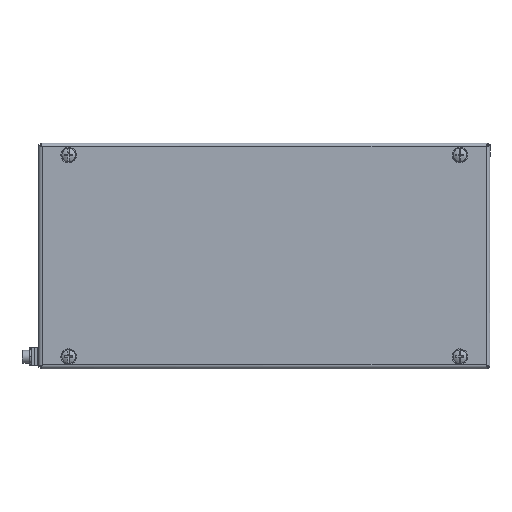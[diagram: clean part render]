
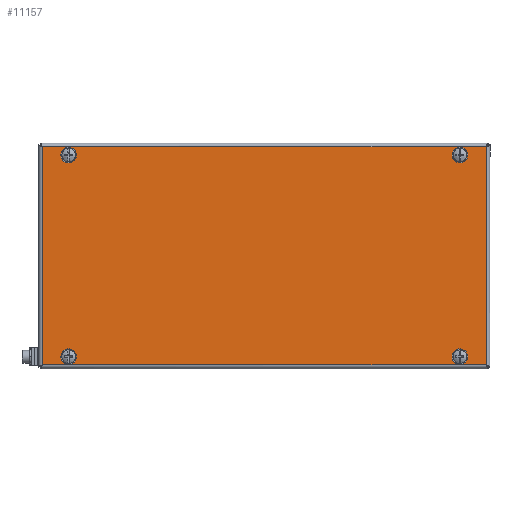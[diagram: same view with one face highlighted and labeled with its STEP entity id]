
A CAD part, top view. The second image highlights one B-rep face of the part: STEP entity #11157.
In plain terms, the highlighted face is planar.
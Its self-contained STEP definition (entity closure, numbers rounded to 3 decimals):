
#124 = DIRECTION ( 'NONE',  ( 0., 1., 0. ) ) ;
#175 = CARTESIAN_POINT ( 'NONE',  ( 147.5, 73.743, 0. ) ) ;
#571 = VERTEX_POINT ( 'NONE', #1253 ) ;
#742 = ORIENTED_EDGE ( 'NONE', *, *, #14248, .T. ) ;
#951 = DIRECTION ( 'NONE',  ( -1., 0., 0. ) ) ;
#1065 = ORIENTED_EDGE ( 'NONE', *, *, #12817, .F. ) ;
#1193 = VERTEX_POINT ( 'NONE', #10594 ) ;
#1196 = VECTOR ( 'NONE', #13590, 1000. ) ;
#1253 = CARTESIAN_POINT ( 'NONE',  ( 126., 67., 0. ) ) ;
#1269 = ORIENTED_EDGE ( 'NONE', *, *, #11304, .F. ) ;
#1709 = CARTESIAN_POINT ( 'NONE',  ( -130., 67., 0. ) ) ;
#1903 = ORIENTED_EDGE ( 'NONE', *, *, #18292, .T. ) ;
#1970 = ORIENTED_EDGE ( 'NONE', *, *, #15662, .F. ) ;
#2697 = VECTOR ( 'NONE', #5790, 1000. ) ;
#2802 = EDGE_LOOP ( 'NONE', ( #1903, #742, #7992, #6971 ) ) ;
#2898 = LINE ( 'NONE', #14655, #2697 ) ;
#3074 = DIRECTION ( 'NONE',  ( 1., 0., 0. ) ) ;
#3745 = PLANE ( 'NONE',  #10183 ) ;
#4218 = CIRCLE ( 'NONE', #14708, 4. ) ;
#4633 = VERTEX_POINT ( 'NONE', #5285 ) ;
#4720 = LINE ( 'NONE', #175, #5558 ) ;
#5023 = CARTESIAN_POINT ( 'NONE',  ( 147.5, -72.5, 0. ) ) ;
#5196 = DIRECTION ( 'NONE',  ( 0., 0., 1. ) ) ;
#5285 = CARTESIAN_POINT ( 'NONE',  ( 147.5, 72.5, 0. ) ) ;
#5558 = VECTOR ( 'NONE', #17548, 1000. ) ;
#5790 = DIRECTION ( 'NONE',  ( -1., 0., 0. ) ) ;
#6329 = CARTESIAN_POINT ( 'NONE',  ( -147.5, -73.743, 0. ) ) ;
#6478 = DIRECTION ( 'NONE',  ( 0., 0., -1. ) ) ;
#6596 = AXIS2_PLACEMENT_3D ( 'NONE', #14660, #14348, #13593 ) ;
#6971 = ORIENTED_EDGE ( 'NONE', *, *, #14679, .T. ) ;
#7186 = AXIS2_PLACEMENT_3D ( 'NONE', #15303, #6478, #16693 ) ;
#7485 = EDGE_CURVE ( 'NONE', #1193, #4633, #14188, .T. ) ;
#7488 = AXIS2_PLACEMENT_3D ( 'NONE', #1709, #11918, #3074 ) ;
#7929 = CIRCLE ( 'NONE', #6596, 4. ) ;
#7992 = ORIENTED_EDGE ( 'NONE', *, *, #7485, .T. ) ;
#9655 = DIRECTION ( 'NONE',  ( 0., 0., -1. ) ) ;
#9660 = VERTEX_POINT ( 'NONE', #15656 ) ;
#9846 = EDGE_CURVE ( 'NONE', #14456, #14456, #7929, .T. ) ;
#10183 = AXIS2_PLACEMENT_3D ( 'NONE', #11178, #5196, #15581 ) ;
#10594 = CARTESIAN_POINT ( 'NONE',  ( -147.5, 72.5, 0. ) ) ;
#10635 = CARTESIAN_POINT ( 'NONE',  ( -147.5, -72.5, 0. ) ) ;
#11157 = ADVANCED_FACE ( 'NONE', ( #15409, #16324, #16300, #15242, #15221 ), #3745, .F. ) ;
#11171 = LINE ( 'NONE', #6329, #13282 ) ;
#11178 = CARTESIAN_POINT ( 'NONE',  ( -150., 75., 0. ) ) ;
#11248 = CIRCLE ( 'NONE', #7186, 4. ) ;
#11304 = EDGE_CURVE ( 'NONE', #11939, #11939, #12676, .T. ) ;
#11311 = EDGE_LOOP ( 'NONE', ( #1970 ) ) ;
#11918 = DIRECTION ( 'NONE',  ( 0., 0., -1. ) ) ;
#11939 = VERTEX_POINT ( 'NONE', #18329 ) ;
#12335 = EDGE_LOOP ( 'NONE', ( #1065 ) ) ;
#12645 = CARTESIAN_POINT ( 'NONE',  ( 134., -67., 0. ) ) ;
#12676 = CIRCLE ( 'NONE', #7488, 4. ) ;
#12741 = VERTEX_POINT ( 'NONE', #10635 ) ;
#12817 = EDGE_CURVE ( 'NONE', #9660, #9660, #4218, .T. ) ;
#12968 = EDGE_LOOP ( 'NONE', ( #12980 ) ) ;
#12980 = ORIENTED_EDGE ( 'NONE', *, *, #9846, .F. ) ;
#13282 = VECTOR ( 'NONE', #124, 1000. ) ;
#13476 = CARTESIAN_POINT ( 'NONE',  ( -148.743, 72.5, 0. ) ) ;
#13590 = DIRECTION ( 'NONE',  ( 1., 0., 0. ) ) ;
#13593 = DIRECTION ( 'NONE',  ( 1., 0., 0. ) ) ;
#14188 = LINE ( 'NONE', #13476, #1196 ) ;
#14248 = EDGE_CURVE ( 'NONE', #12741, #1193, #11171, .T. ) ;
#14348 = DIRECTION ( 'NONE',  ( 0., 0., -1. ) ) ;
#14419 = VERTEX_POINT ( 'NONE', #5023 ) ;
#14456 = VERTEX_POINT ( 'NONE', #12645 ) ;
#14655 = CARTESIAN_POINT ( 'NONE',  ( 148.743, -72.5, 0. ) ) ;
#14660 = CARTESIAN_POINT ( 'NONE',  ( 130., -67., 0. ) ) ;
#14679 = EDGE_CURVE ( 'NONE', #4633, #14419, #4720, .T. ) ;
#14708 = AXIS2_PLACEMENT_3D ( 'NONE', #18193, #9655, #951 ) ;
#15221 = FACE_OUTER_BOUND ( 'NONE', #2802, .T. ) ;
#15242 = FACE_BOUND ( 'NONE', #11311, .T. ) ;
#15303 = CARTESIAN_POINT ( 'NONE',  ( 130., 67., 0. ) ) ;
#15409 = FACE_BOUND ( 'NONE', #12968, .T. ) ;
#15581 = DIRECTION ( 'NONE',  ( 1., 0., 0. ) ) ;
#15656 = CARTESIAN_POINT ( 'NONE',  ( -134., -67., 0. ) ) ;
#15662 = EDGE_CURVE ( 'NONE', #571, #571, #11248, .T. ) ;
#15730 = EDGE_LOOP ( 'NONE', ( #1269 ) ) ;
#16300 = FACE_BOUND ( 'NONE', #15730, .T. ) ;
#16324 = FACE_BOUND ( 'NONE', #12335, .T. ) ;
#16693 = DIRECTION ( 'NONE',  ( -1., 0., 0. ) ) ;
#17548 = DIRECTION ( 'NONE',  ( 0., -1., 0. ) ) ;
#18193 = CARTESIAN_POINT ( 'NONE',  ( -130., -67., 0. ) ) ;
#18292 = EDGE_CURVE ( 'NONE', #14419, #12741, #2898, .T. ) ;
#18329 = CARTESIAN_POINT ( 'NONE',  ( -126., 67., 0. ) ) ;
